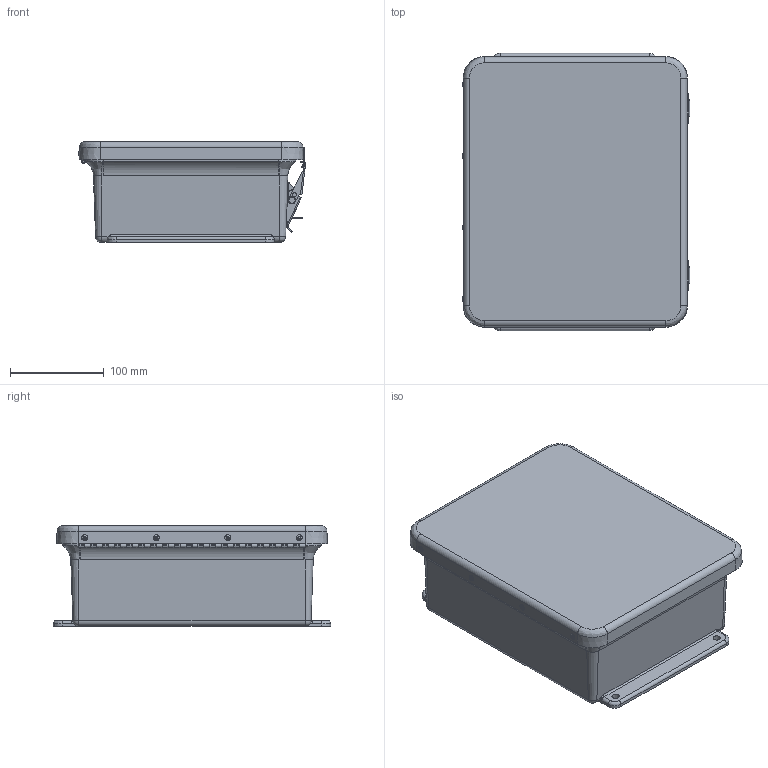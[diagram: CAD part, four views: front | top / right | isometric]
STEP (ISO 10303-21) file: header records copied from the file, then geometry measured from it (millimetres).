
FILE_DESCRIPTION (( 'STEP AP214' ), '1' );
FILE_NAME ('WH-M1008HPL.STEP', '2018-11-07T22:37:28', ( '' ), ( '' ), 'SwSTEP 2.0', 'SolidWorks 2018', '' );
FILE_SCHEMA (( 'AUTOMOTIVE_DESIGN' ));
Length unit declared in the file: inch
Products named in the file (1): WH-M1008HPL
Bounding box: 242.03 x 295.27 x 107.53 mm (x, y, z)
Volume: 1004070.3 mm3; surface area: 540476.6 mm2
Topology: 38 solids, 38 shells, 939 faces, 2341 edges, 1513 vertices
Faces by surface type: plane 399, cylinder 393, bspline 104, cone 39, torus 4
Full cylindrical faces by diameter (mm): 2.159 x39, 2.64 x8, 3.048 x2, 3.175 x16, 3.302 x4, 3.327 x8, 3.429 x18, 3.556 x20, 3.861 x5, 3.962 x7, 4.306 x4, 5.537 x4, 6.35 x8, 6.858 x4, 7.62 x4, 9.525 x2
Entity records: 44805 total; most frequent: CARTESIAN_POINT 10576, DIRECTION 4280, ORIENTED_EDGE 4252, EDGE_CURVE 2126, AXIS2_PLACEMENT_3D 1590, VERTEX_POINT 1482, EDGE_LOOP 1368, FACE_OUTER_BOUND 1108
